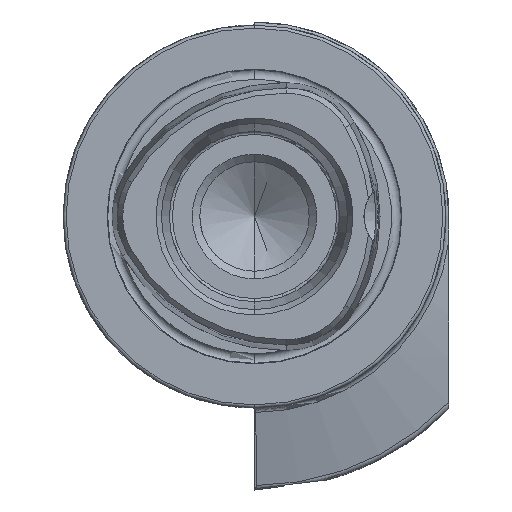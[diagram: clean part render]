
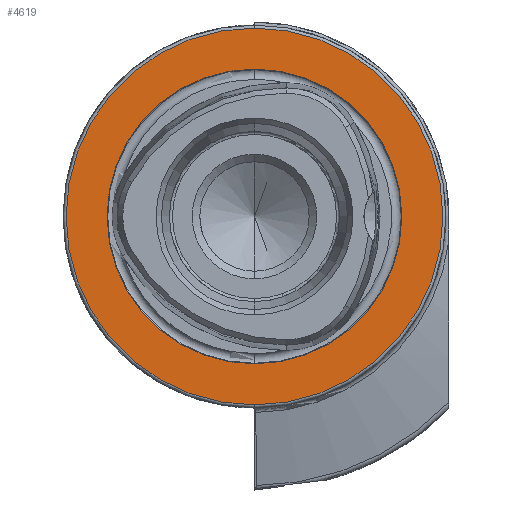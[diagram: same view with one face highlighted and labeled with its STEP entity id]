
A CAD part, left-side view. The second image highlights one B-rep face of the part: STEP entity #4619.
In plain terms, the highlighted planar face has unit normal (-1, 0, 0).
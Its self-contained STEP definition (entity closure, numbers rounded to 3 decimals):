
#124 = EDGE_CURVE ( 'NONE', #7076, #7060, #3197, .T. ) ;
#252 = EDGE_CURVE ( 'NONE', #7096, #7079, #3085, .T. ) ;
#302 = FACE_BOUND ( 'NONE', #9102, .T. ) ;
#1070 = PLANE ( 'NONE',  #6425 ) ;
#1072 = CARTESIAN_POINT ( 'NONE',  ( 0., 24.25, 0. ) ) ;
#1077 = DIRECTION ( 'NONE',  ( 1., 0., 0. ) ) ;
#1078 = DIRECTION ( 'NONE',  ( 0., 0., -1. ) ) ;
#1190 = EDGE_CURVE ( 'NONE', #7079, #7096, #2282, .T. ) ;
#1191 = EDGE_CURVE ( 'NONE', #7060, #7076, #2272, .T. ) ;
#1953 = CARTESIAN_POINT ( 'NONE',  ( 0., 0., 0. ) ) ;
#1954 = DIRECTION ( 'NONE',  ( -1., 0., 0. ) ) ;
#1955 = DIRECTION ( 'NONE',  ( 0., 0., 1. ) ) ;
#1957 = CARTESIAN_POINT ( 'NONE',  ( 0., 0., 0. ) ) ;
#1958 = DIRECTION ( 'NONE',  ( -1., 0., 0. ) ) ;
#1959 = DIRECTION ( 'NONE',  ( 0., 0., 1. ) ) ;
#2079 = FACE_OUTER_BOUND ( 'NONE', #9099, .T. ) ;
#2272 = CIRCLE ( 'NONE', #3907, 24.25 ) ;
#2282 = CIRCLE ( 'NONE', #3906, 31. ) ;
#2602 = DIRECTION ( 'NONE',  ( 0., 0., 1. ) ) ;
#2603 = DIRECTION ( 'NONE',  ( -1., 0., 0. ) ) ;
#2604 = CARTESIAN_POINT ( 'NONE',  ( 0., 0., 0. ) ) ;
#3085 = CIRCLE ( 'NONE', #3868, 31. ) ;
#3197 = CIRCLE ( 'NONE', #3803, 24.25 ) ;
#3803 = AXIS2_PLACEMENT_3D ( 'NONE', #2604, #2603, #2602 ) ;
#3868 = AXIS2_PLACEMENT_3D ( 'NONE', #5052, #5053, #5054 ) ;
#3906 = AXIS2_PLACEMENT_3D ( 'NONE', #1953, #1954, #1955 ) ;
#3907 = AXIS2_PLACEMENT_3D ( 'NONE', #1957, #1958, #1959 ) ;
#4619 = ADVANCED_FACE ( 'NONE', ( #302, #2079 ), #1070, .F. ) ;
#5052 = CARTESIAN_POINT ( 'NONE',  ( 0., 0., 0. ) ) ;
#5053 = DIRECTION ( 'NONE',  ( -1., 0., 0. ) ) ;
#5054 = DIRECTION ( 'NONE',  ( 0., 0., 1. ) ) ;
#5935 = CARTESIAN_POINT ( 'NONE',  ( 0., 0., 24.25 ) ) ;
#5945 = CARTESIAN_POINT ( 'NONE',  ( 0., 0., -24.25 ) ) ;
#5947 = CARTESIAN_POINT ( 'NONE',  ( 0., 0., -31. ) ) ;
#5960 = CARTESIAN_POINT ( 'NONE',  ( 0., 0., 31. ) ) ;
#6425 = AXIS2_PLACEMENT_3D ( 'NONE', #1072, #1077, #1078 ) ;
#7060 = VERTEX_POINT ( 'NONE', #5935 ) ;
#7076 = VERTEX_POINT ( 'NONE', #5945 ) ;
#7079 = VERTEX_POINT ( 'NONE', #5947 ) ;
#7096 = VERTEX_POINT ( 'NONE', #5960 ) ;
#8068 = ORIENTED_EDGE ( 'NONE', *, *, #1190, .T. ) ;
#8103 = ORIENTED_EDGE ( 'NONE', *, *, #124, .F. ) ;
#8106 = ORIENTED_EDGE ( 'NONE', *, *, #252, .T. ) ;
#8123 = ORIENTED_EDGE ( 'NONE', *, *, #1191, .F. ) ;
#9099 = EDGE_LOOP ( 'NONE', ( #8106, #8068 ) ) ;
#9102 = EDGE_LOOP ( 'NONE', ( #8123, #8103 ) ) ;
